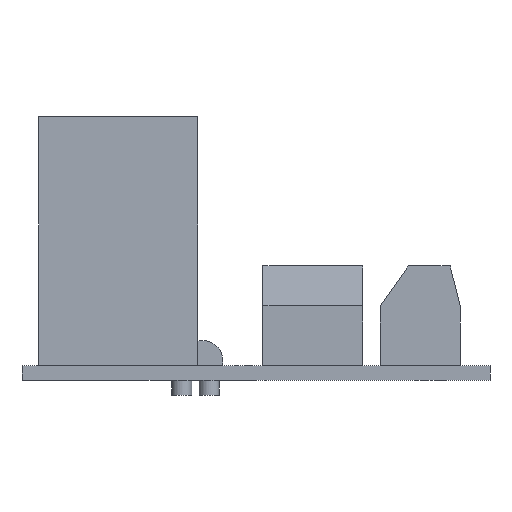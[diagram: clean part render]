
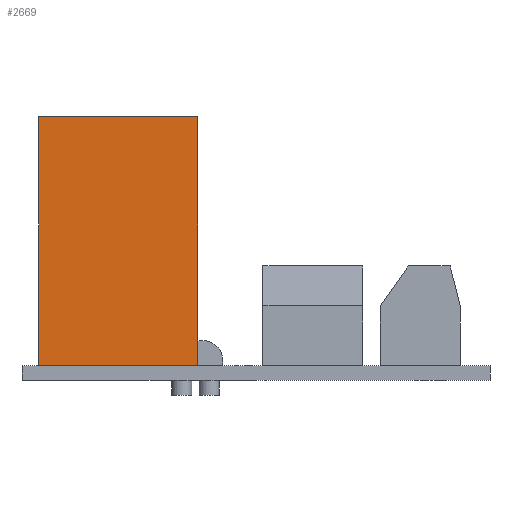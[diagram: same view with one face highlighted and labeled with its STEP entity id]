
A CAD part, left-side view. The second image highlights one B-rep face of the part: STEP entity #2669.
In plain terms, the highlighted planar face has unit normal (-1, 0, 0).
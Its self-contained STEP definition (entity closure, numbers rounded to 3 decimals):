
#312=ORIENTED_EDGE('',*,*,#639,.T.);
#313=ORIENTED_EDGE('',*,*,#728,.F.);
#314=ORIENTED_EDGE('',*,*,#692,.F.);
#315=ORIENTED_EDGE('',*,*,#716,.T.);
#639=EDGE_CURVE('',#876,#875,#1062,.T.);
#692=EDGE_CURVE('',#925,#926,#1115,.T.);
#716=EDGE_CURVE('',#925,#876,#1139,.T.);
#728=EDGE_CURVE('',#926,#875,#1151,.T.);
#875=VERTEX_POINT('',#3552);
#876=VERTEX_POINT('',#3554);
#925=VERTEX_POINT('',#3657);
#926=VERTEX_POINT('',#3659);
#1062=LINE('',#3553,#1265);
#1115=LINE('',#3658,#1318);
#1139=LINE('',#3705,#1342);
#1151=LINE('',#3724,#1354);
#1265=VECTOR('',#3004,1000.);
#1318=VECTOR('',#3061,1000.);
#1342=VECTOR('',#3087,1000.);
#1354=VECTOR('',#3111,1000.);
#1472=EDGE_LOOP('',(#312,#313,#314,#315));
#1637=FACE_BOUND('',#1472,.T.);
#1775=PLANE('',#2811);
#2669=ADVANCED_FACE('',(#1637),#1775,.F.);
#2811=AXIS2_PLACEMENT_3D('',#3786,#3174,#3175);
#3004=DIRECTION('',(0.,-1.,0.));
#3061=DIRECTION('',(0.,-1.,0.));
#3087=DIRECTION('',(0.,0.,-1.));
#3111=DIRECTION('',(0.,0.,-1.));
#3174=DIRECTION('',(1.,0.,0.));
#3175=DIRECTION('',(0.,1.,0.));
#3552=CARTESIAN_POINT('',(10.251,29.335,1.5));
#3553=CARTESIAN_POINT('',(10.251,45.3,1.5));
#3554=CARTESIAN_POINT('',(10.251,45.3,1.5));
#3657=CARTESIAN_POINT('',(10.251,45.3,26.5));
#3658=CARTESIAN_POINT('',(10.251,45.3,26.5));
#3659=CARTESIAN_POINT('',(10.251,29.335,26.5));
#3705=CARTESIAN_POINT('',(10.251,45.3,26.5));
#3724=CARTESIAN_POINT('',(10.251,29.335,26.5));
#3786=CARTESIAN_POINT('',(10.251,45.3,26.5));
